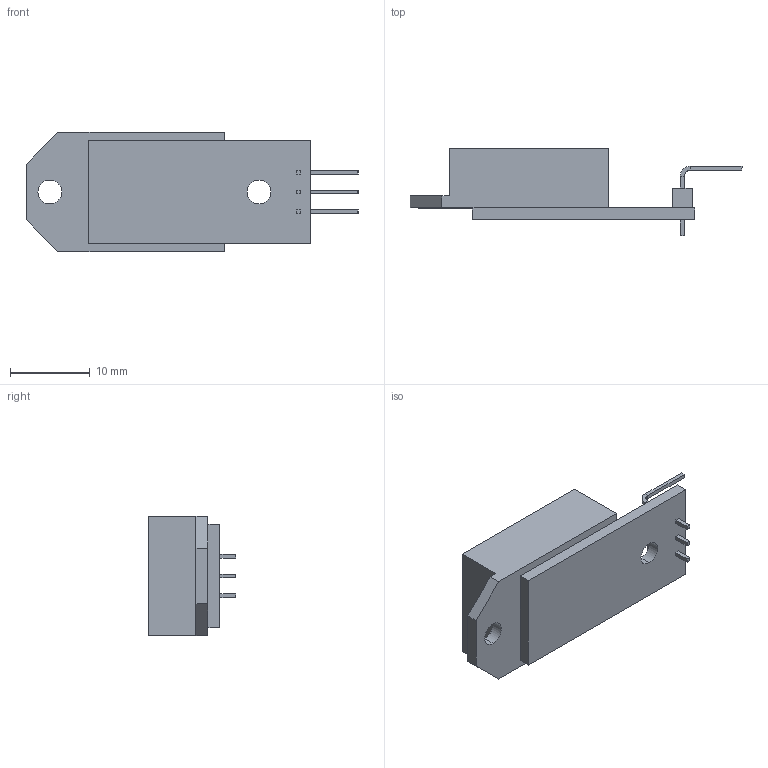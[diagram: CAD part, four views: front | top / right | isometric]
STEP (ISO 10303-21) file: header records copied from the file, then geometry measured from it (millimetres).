
FILE_DESCRIPTION (( 'STEP AP214' ), '1' );
FILE_NAME ('Öèôðîâîé äàò÷èê òåìïåðàòóðû è âëàæíîñòè DHT22.STEP', '2015-09-27T09:46:41', ( '' ), ( '' ), 'SwSTEP 2.0', 'SolidWorks 2015', '' );
FILE_SCHEMA (( 'AUTOMOTIVE_DESIGN' ));
Length unit declared in the file: millimetre
Products named in the file (1): Öèôðîâîé äàò÷èê òåìïåðàòóðû è âëàæíîñòè DHT22
Bounding box: 41.75 x 11 x 15 mm (x, y, z)
Volume: 2919.6 mm3; surface area: 2270.5 mm2
Topology: 9 solids, 9 shells, 156 faces, 366 edges, 236 vertices
Faces by surface type: plane 146, cylinder 10
Entity records: 5968 total; most frequent: CARTESIAN_POINT 759, ORIENTED_EDGE 732, DIRECTION 700, EDGE_CURVE 366, VECTOR 346, LINE 346, VERTEX_POINT 236, AXIS2_PLACEMENT_3D 177
